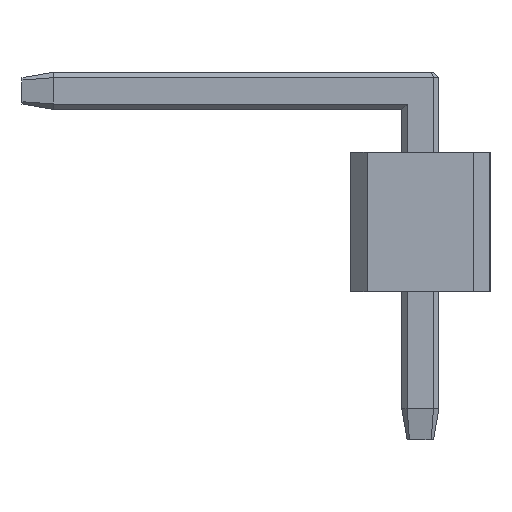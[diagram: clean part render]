
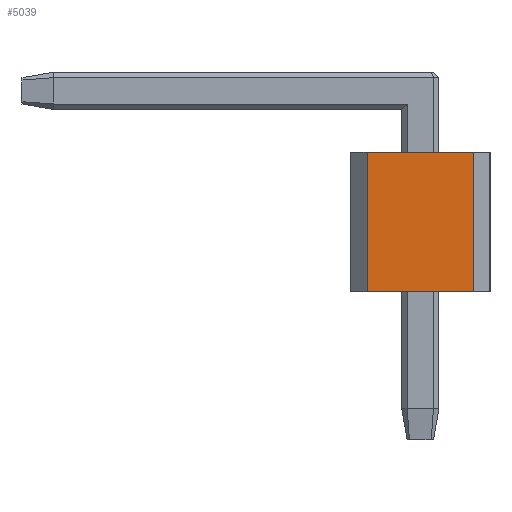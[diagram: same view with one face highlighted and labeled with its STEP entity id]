
A CAD part, left-side view. The second image highlights one B-rep face of the part: STEP entity #5039.
In plain terms, the highlighted planar face has unit normal (-1, 0, 0).
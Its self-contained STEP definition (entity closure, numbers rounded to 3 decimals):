
#97=FACE_OUTER_BOUND('',#395,.T.);
#395=EDGE_LOOP('',(#3489,#3490,#3491,#3492));
#794=LINE('',#7216,#1514);
#795=LINE('',#7218,#1515);
#796=LINE('',#7220,#1516);
#797=LINE('',#7221,#1517);
#1514=VECTOR('',#5864,10.);
#1515=VECTOR('',#5865,10.);
#1516=VECTOR('',#5866,10.);
#1517=VECTOR('',#5867,10.);
#2179=VERTEX_POINT('',#7214);
#2180=VERTEX_POINT('',#7215);
#2181=VERTEX_POINT('',#7217);
#2182=VERTEX_POINT('',#7219);
#2670=EDGE_CURVE('',#2179,#2180,#794,.T.);
#2671=EDGE_CURVE('',#2179,#2181,#795,.T.);
#2672=EDGE_CURVE('',#2182,#2181,#796,.T.);
#2673=EDGE_CURVE('',#2180,#2182,#797,.T.);
#3489=ORIENTED_EDGE('',*,*,#2670,.F.);
#3490=ORIENTED_EDGE('',*,*,#2671,.T.);
#3491=ORIENTED_EDGE('',*,*,#2672,.F.);
#3492=ORIENTED_EDGE('',*,*,#2673,.F.);
#4741=PLANE('',#5357);
#5039=ADVANCED_FACE('',(#97),#4741,.T.);
#5357=AXIS2_PLACEMENT_3D('',#7213,#5862,#5863);
#5862=DIRECTION('center_axis',(-1.,0.,0.));
#5863=DIRECTION('ref_axis',(0.,-1.,0.));
#5864=DIRECTION('',(0.,1.,0.));
#5865=DIRECTION('',(0.,0.,1.));
#5866=DIRECTION('',(0.,-1.,0.));
#5867=DIRECTION('',(0.,0.,1.));
#7213=CARTESIAN_POINT('Origin',(-1.27,0.97,0.));
#7214=CARTESIAN_POINT('',(-1.27,-0.97,0.));
#7215=CARTESIAN_POINT('',(-1.27,0.97,0.));
#7216=CARTESIAN_POINT('',(-1.27,-0.97,0.));
#7217=CARTESIAN_POINT('',(-1.27,-0.97,2.54));
#7218=CARTESIAN_POINT('',(-1.27,-0.97,0.));
#7219=CARTESIAN_POINT('',(-1.27,0.97,2.54));
#7220=CARTESIAN_POINT('',(-1.27,-0.97,2.54));
#7221=CARTESIAN_POINT('',(-1.27,0.97,0.));
